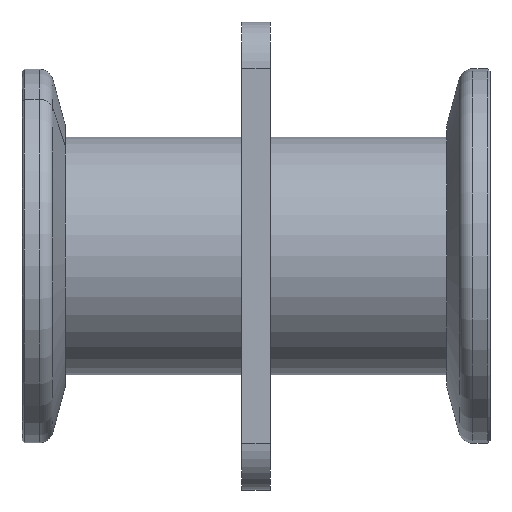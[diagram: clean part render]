
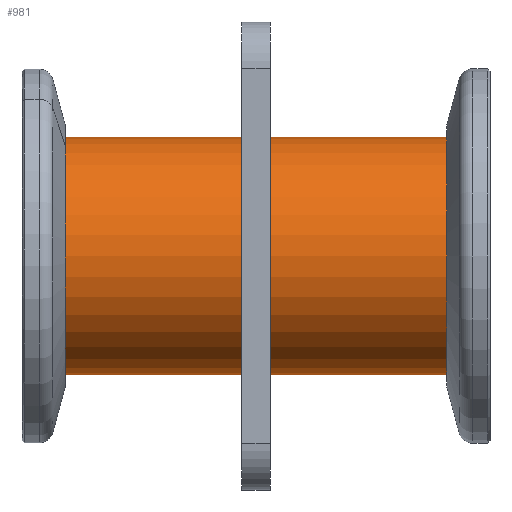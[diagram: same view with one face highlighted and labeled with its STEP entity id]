
A CAD part, front view. The second image highlights one B-rep face of the part: STEP entity #981.
In plain terms, the highlighted cylindrical face has radius 12.7 mm (diameter 25.4 mm), a partial arc.
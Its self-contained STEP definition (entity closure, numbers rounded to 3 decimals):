
#103 = DIRECTION ( 'NONE',  ( 0., 0., 1. ) ) ;
#104 = DIRECTION ( 'NONE',  ( 0., 1., 0. ) ) ;
#105 = CARTESIAN_POINT ( 'NONE',  ( 0., 21.5, 0. ) ) ;
#242 = VECTOR ( 'NONE', #1644, 1000. ) ;
#255 = AXIS2_PLACEMENT_3D ( 'NONE', #105, #104, #103 ) ;
#256 = CIRCLE ( 'NONE', #255, 12.7 ) ;
#278 = AXIS2_PLACEMENT_3D ( 'NONE', #659, #663, #657 ) ;
#457 = VECTOR ( 'NONE', #1161, 1000. ) ;
#471 = CIRCLE ( 'NONE', #477, 12.7 ) ;
#477 = AXIS2_PLACEMENT_3D ( 'NONE', #1791, #1790, #1789 ) ;
#515 = EDGE_CURVE ( 'NONE', #1267, #1204, #1702, .T. ) ;
#524 = EDGE_CURVE ( 'NONE', #1204, #1323, #471, .T. ) ;
#657 = DIRECTION ( 'NONE',  ( 0., 0., -1. ) ) ;
#659 = CARTESIAN_POINT ( 'NONE',  ( 0., 21.5, 0. ) ) ;
#660 = FACE_OUTER_BOUND ( 'NONE', #1232, .T. ) ;
#661 = CYLINDRICAL_SURFACE ( 'NONE', #278, 12.7 ) ;
#663 = DIRECTION ( 'NONE',  ( 0., -1., 0. ) ) ;
#919 = EDGE_CURVE ( 'NONE', #1267, #1305, #256, .T. ) ;
#981 = ADVANCED_FACE ( 'NONE', ( #660 ), #661, .T. ) ;
#1020 = EDGE_CURVE ( 'NONE', #1305, #1323, #1172, .T. ) ;
#1117 = CARTESIAN_POINT ( 'NONE',  ( 0., -21.5, 12.7 ) ) ;
#1126 = CARTESIAN_POINT ( 'NONE',  ( 0., 21.5, 12.7 ) ) ;
#1134 = CARTESIAN_POINT ( 'NONE',  ( 0., 21.5, -12.7 ) ) ;
#1149 = CARTESIAN_POINT ( 'NONE',  ( 0., -21.5, -12.7 ) ) ;
#1161 = DIRECTION ( 'NONE',  ( 0., -1., 0. ) ) ;
#1171 = CARTESIAN_POINT ( 'NONE',  ( 0., 21.5, 12.7 ) ) ;
#1172 = LINE ( 'NONE', #1171, #457 ) ;
#1204 = VERTEX_POINT ( 'NONE', #1149 ) ;
#1232 = EDGE_LOOP ( 'NONE', ( #1560, #1337, #1349, #1465 ) ) ;
#1267 = VERTEX_POINT ( 'NONE', #1134 ) ;
#1305 = VERTEX_POINT ( 'NONE', #1126 ) ;
#1323 = VERTEX_POINT ( 'NONE', #1117 ) ;
#1337 = ORIENTED_EDGE ( 'NONE', *, *, #919, .F. ) ;
#1349 = ORIENTED_EDGE ( 'NONE', *, *, #515, .T. ) ;
#1465 = ORIENTED_EDGE ( 'NONE', *, *, #524, .T. ) ;
#1560 = ORIENTED_EDGE ( 'NONE', *, *, #1020, .F. ) ;
#1644 = DIRECTION ( 'NONE',  ( 0., -1., 0. ) ) ;
#1656 = CARTESIAN_POINT ( 'NONE',  ( 0., 21.5, -12.7 ) ) ;
#1702 = LINE ( 'NONE', #1656, #242 ) ;
#1789 = DIRECTION ( 'NONE',  ( 0., 0., 1. ) ) ;
#1790 = DIRECTION ( 'NONE',  ( 0., 1., 0. ) ) ;
#1791 = CARTESIAN_POINT ( 'NONE',  ( 0., -21.5, 0. ) ) ;
